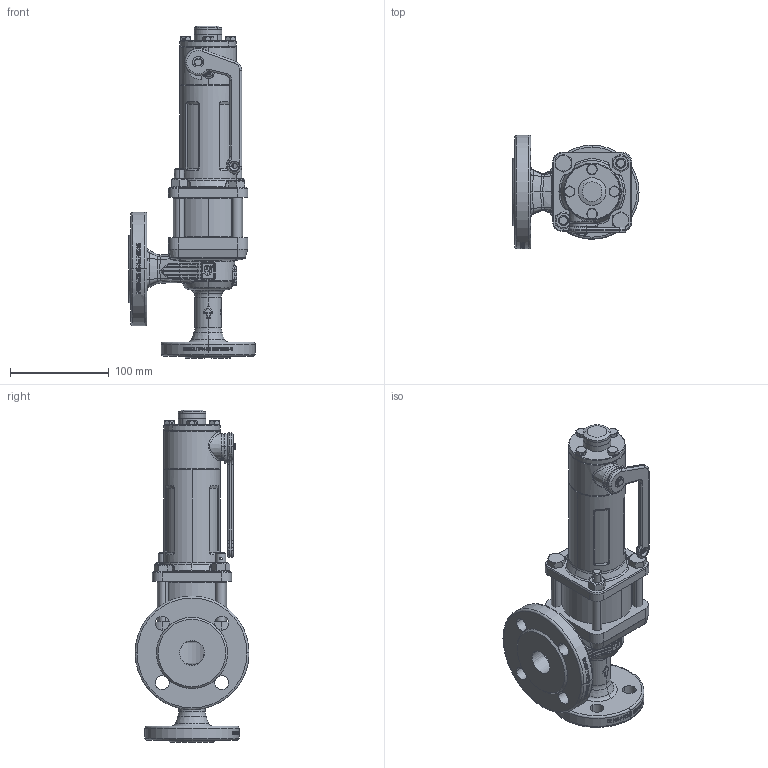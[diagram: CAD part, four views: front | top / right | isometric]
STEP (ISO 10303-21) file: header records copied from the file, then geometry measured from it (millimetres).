
FILE_DESCRIPTION(('HOOPS Exchange Step'),'2;1');
FILE_NAME('SF0412_DN15_DN15-25.stp','2025-06-26T08:42:37+02:00',('nieru'),('Unknown organisation'),'HOOPS Exchange 2024.2','HOOPS Exchange','Unknown authorisation');
FILE_SCHEMA( ('AP203_CONFIGURATION_CONTROLLED_3D_DESIGN_OF_MECHANICAL_PARTS_AND_ASSEMBLIES_MIM_LF') );
Length unit declared in the file: millimetre
Products named in the file (2): 0; root
Assembly tree (1 placements, depth 2):
  root
    0
Bounding box: 127.5 x 115 x 335.5 mm (x, y, z)
Volume: 730893.8 mm3; surface area: 233446.7 mm2
Topology: 22 solids, 22 shells, 2240 faces, 5508 edges, 3378 vertices
Faces by surface type: bspline 739, plane 558, cylinder 481, cone 222, torus 116, extrusion 100, sphere 24
Full cylindrical faces by diameter (mm): 26 x1, 28 x1
Entity records: 144507 total; most frequent: CARTESIAN_POINT 98775, ORIENTED_EDGE 10876, DIRECTION 7101, EDGE_CURVE 5438, VERTEX_POINT 3378, AXIS2_PLACEMENT_3D 2756, B_SPLINE_CURVE_WITH_KNOTS 2560, EDGE_LOOP 2456
